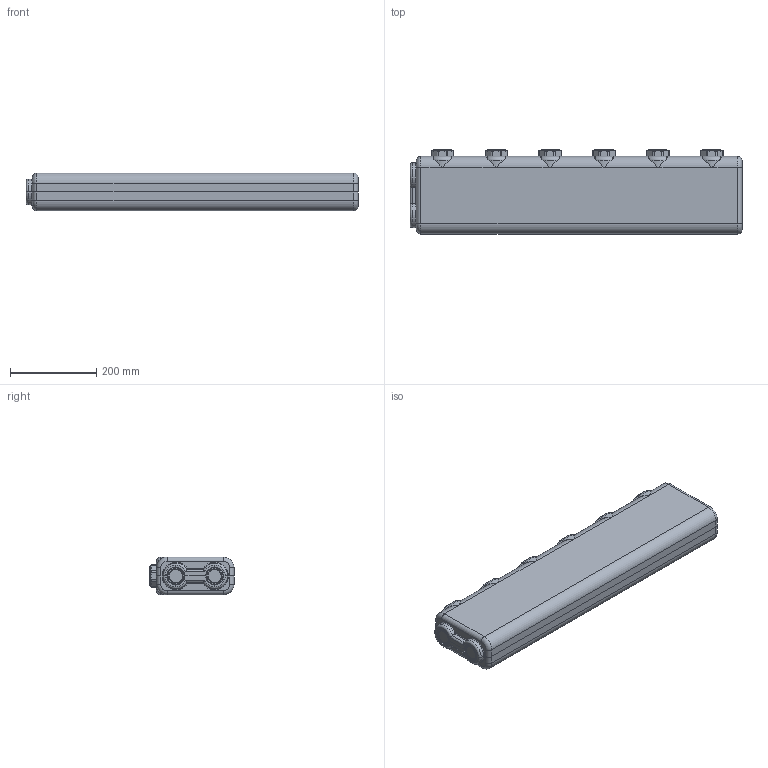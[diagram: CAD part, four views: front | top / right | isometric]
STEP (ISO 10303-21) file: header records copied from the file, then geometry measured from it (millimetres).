
FILE_DESCRIPTION(('CATIA V5 STEP Exchange','CAx-IF Rec.Pracs.--- Model Styling and Organization---1.5--- 2016-08-15','CAx-IF Rec.Pracs.---Supplemental Geometry---1.0---2011-11-01','CAx-IF Rec.Pracs.--- Composite Materials ---3.4---2017-06-13','CAx-IF Rec.Pracs.---Tessellated 3D Geometry---1.0---2015-12-17'),'2;1');
FILE_NAME('STEP_550030IN_-_TST.stp','2025-12-17T07:55:40+00:00',('none'),('none'),'CATIA Version 5-6 Release 2020 SP5','CATIA V5 STEP AP242 v2','none');
FILE_SCHEMA(('AP242_MANAGED_MODEL_BASED_3D_ENGINEERING_MIM_LF {1 0 10303 442 1 1 4}'));
Products named in the file (1): 550030IN - TST
Bounding box: 770 x 195 x 88 mm (x, y, z)
Volume: 8960571.1 mm3; surface area: 1169681.4 mm2
Topology: 9 solids, 9 shells, 1087 faces, 3040 edges, 1978 vertices
Faces by surface type: cylinder 385, plane 290, cone 160, bspline 160, torus 92
Entity records: 45781 total; most frequent: CARTESIAN_POINT 23242, ORIENTED_EDGE 5984, EDGE_CURVE 2992, DIRECTION 2718, VERTEX_POINT 1978, AXIS2_PLACEMENT_3D 1295, EDGE_LOOP 1158, ADVANCED_FACE 1087
